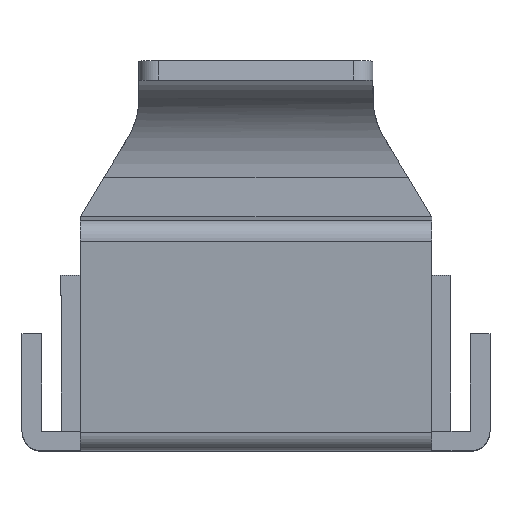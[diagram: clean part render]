
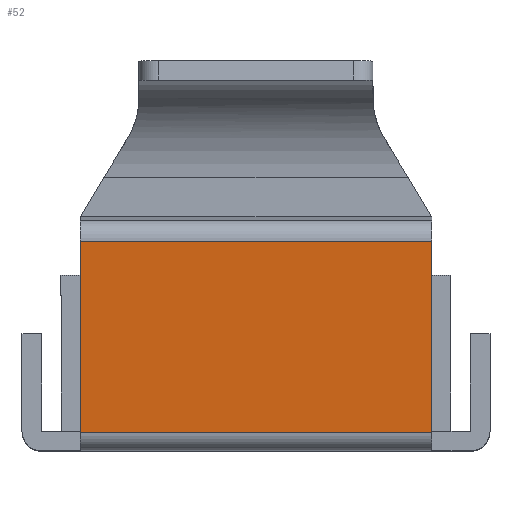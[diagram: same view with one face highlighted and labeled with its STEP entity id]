
A CAD part, top view. The second image highlights one B-rep face of the part: STEP entity #52.
In plain terms, the highlighted planar face has unit normal (0, -0.068, 0.998).
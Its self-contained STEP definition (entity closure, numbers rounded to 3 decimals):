
#52 = ADVANCED_FACE ( 'NONE', ( #1918 ), #1539, .F. ) ;
#442 = VERTEX_POINT ( 'NONE', #1123 ) ;
#547 = VERTEX_POINT ( 'NONE', #1205 ) ;
#555 = VERTEX_POINT ( 'NONE', #1213 ) ;
#561 = VERTEX_POINT ( 'NONE', #1219 ) ;
#864 = LINE ( 'NONE', #865, #2145 ) ;
#865 = CARTESIAN_POINT ( 'NONE',  ( -4.5, 4.872, 5.966 ) ) ;
#866 = DIRECTION ( 'NONE',  ( 1., 0., 0. ) ) ;
#880 = LINE ( 'NONE', #881, #2208 ) ;
#881 = CARTESIAN_POINT ( 'NONE',  ( -4.5, -0.034, 5.632 ) ) ;
#882 = DIRECTION ( 'NONE',  ( 1., 0., 0. ) ) ;
#1123 = CARTESIAN_POINT ( 'NONE',  ( -4.5, 4.872, 5.966 ) ) ;
#1205 = CARTESIAN_POINT ( 'NONE',  ( 4.5, -0.034, 5.632 ) ) ;
#1213 = CARTESIAN_POINT ( 'NONE',  ( 4.5, 4.872, 5.966 ) ) ;
#1219 = CARTESIAN_POINT ( 'NONE',  ( -4.5, -0.034, 5.632 ) ) ;
#1390 = VECTOR ( 'NONE', #2629, 1000. ) ;
#1412 = VECTOR ( 'NONE', #2635, 1000. ) ;
#1444 = EDGE_LOOP ( 'NONE', ( #2431, #2432, #2429, #2433 ) ) ;
#1539 = PLANE ( 'NONE',  #1902 ) ;
#1540 = CARTESIAN_POINT ( 'NONE',  ( -4.5, -0.5, 5.6 ) ) ;
#1541 = DIRECTION ( 'NONE',  ( 0., 0.068, -0.998 ) ) ;
#1542 = DIRECTION ( 'NONE',  ( 0., 0.998, 0.068 ) ) ;
#1785 = EDGE_CURVE ( 'NONE', #442, #555, #864, .T. ) ;
#1790 = EDGE_CURVE ( 'NONE', #561, #547, #880, .T. ) ;
#1902 = AXIS2_PLACEMENT_3D ( 'NONE', #1540, #1541, #1542 ) ;
#1918 = FACE_OUTER_BOUND ( 'NONE', #1444, .T. ) ;
#1936 = EDGE_CURVE ( 'NONE', #547, #555, #2627, .T. ) ;
#1938 = EDGE_CURVE ( 'NONE', #561, #442, #2633, .T. ) ;
#2145 = VECTOR ( 'NONE', #866, 1000. ) ;
#2208 = VECTOR ( 'NONE', #882, 1000. ) ;
#2429 = ORIENTED_EDGE ( 'NONE', *, *, #1936, .T. ) ;
#2431 = ORIENTED_EDGE ( 'NONE', *, *, #1938, .F. ) ;
#2432 = ORIENTED_EDGE ( 'NONE', *, *, #1790, .T. ) ;
#2433 = ORIENTED_EDGE ( 'NONE', *, *, #1785, .F. ) ;
#2627 = LINE ( 'NONE', #2628, #1390 ) ;
#2628 = CARTESIAN_POINT ( 'NONE',  ( 4.5, -0.5, 5.6 ) ) ;
#2629 = DIRECTION ( 'NONE',  ( 0., 0.998, 0.068 ) ) ;
#2633 = LINE ( 'NONE', #2634, #1412 ) ;
#2634 = CARTESIAN_POINT ( 'NONE',  ( -4.5, -0.5, 5.6 ) ) ;
#2635 = DIRECTION ( 'NONE',  ( 0., 0.998, 0.068 ) ) ;
